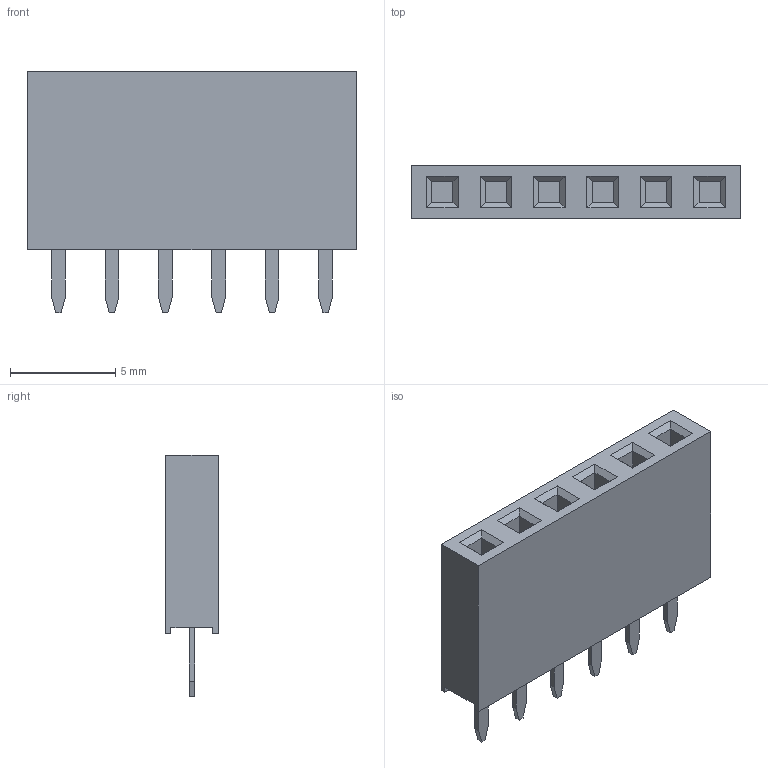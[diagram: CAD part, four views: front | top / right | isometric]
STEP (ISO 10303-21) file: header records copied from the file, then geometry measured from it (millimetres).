
FILE_DESCRIPTION (( 'STEP AP214' ), '1' );
FILE_NAME ('1X06-SIP_LOCK.STEP', '2015-06-01T18:53:33', ( '' ), ( '' ), 'SwSTEP 2.0', 'SolidWorks 2014', '' );
FILE_SCHEMA (( 'AUTOMOTIVE_DESIGN' ));
Length unit declared in the file: millimetre
Products named in the file (1): 1X06-SIP_LOCK
Bounding box: 15.64 x 2.5 x 11.5 mm (x, y, z)
Volume: 311.8 mm3; surface area: 481.2 mm2
Topology: 7 solids, 7 shells, 112 faces, 252 edges, 160 vertices
Faces by surface type: plane 112
Entity records: 3112 total; most frequent: CARTESIAN_POINT 525, ORIENTED_EDGE 504, DIRECTION 478, VECTOR 252, EDGE_CURVE 252, LINE 252, VERTEX_POINT 160, EDGE_LOOP 118
